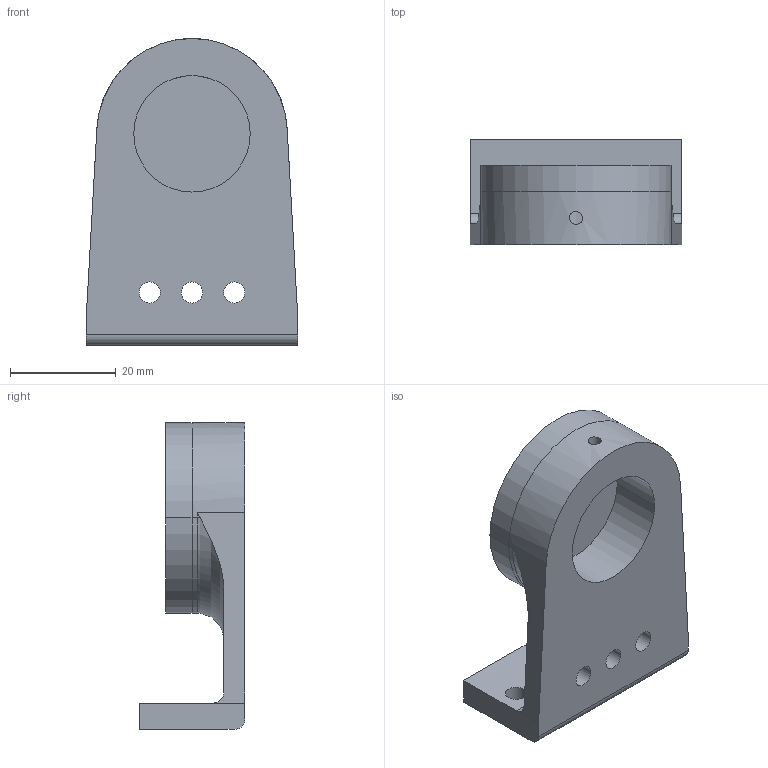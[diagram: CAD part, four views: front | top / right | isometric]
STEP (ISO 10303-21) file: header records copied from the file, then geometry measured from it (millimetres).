
FILE_DESCRIPTION(('CATIA V5 STEP Exchange'),'2;1');
FILE_NAME('PortaRodamientosCerrado.stp','2015-03-26T02:40:41+00:00',('none'),('none'),'CATIA Version 5 Release 19 SP 2 (IN-10)','CATIA V5 STEP AP203','none');
FILE_SCHEMA(('CONFIG_CONTROL_DESIGN'));
Length unit declared in the file: millimetre
Products named in the file (1): PortaRodamientos.1
Bounding box: 40 x 20 x 58 mm (x, y, z)
Volume: 18526.2 mm3; surface area: 8312.8 mm2
Topology: 1 solids, 1 shells, 40 faces, 109 edges, 72 vertices
Faces by surface type: cylinder 26, plane 11, torus 3
Entity records: 1340 total; most frequent: CARTESIAN_POINT 319, ORIENTED_EDGE 218, DIRECTION 153, EDGE_CURVE 109, AXIS2_PLACEMENT_3D 77, VERTEX_POINT 72, EDGE_LOOP 59, VECTOR 50
